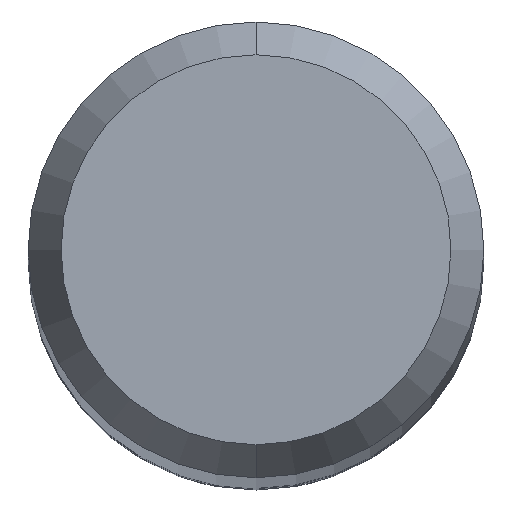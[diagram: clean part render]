
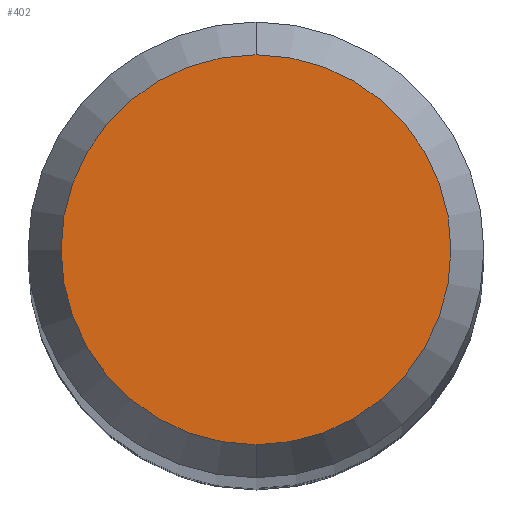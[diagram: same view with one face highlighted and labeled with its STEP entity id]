
A CAD part, top view. The second image highlights one B-rep face of the part: STEP entity #402.
In plain terms, the highlighted planar face has unit normal (0, 0, 1).
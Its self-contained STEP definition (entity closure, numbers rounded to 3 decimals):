
#252=VERTEX_POINT('',#545);
#288=VERTEX_POINT('',#585);
#306=EDGE_CURVE('',#252,#288,#605,.T.);
#380=EDGE_CURVE('',#288,#252,#685,.T.);
#402=ADVANCED_FACE('',(#708),#709,.T.);
#545=CARTESIAN_POINT('',(0.,-1.358,0.));
#585=CARTESIAN_POINT('',(0.0,1.358,0.));
#605=CIRCLE('',#1058,1.358);
#685=CIRCLE('',#1263,1.358);
#708=FACE_OUTER_BOUND('',#1294,.T.);
#709=PLANE('',#1295);
#1058=AXIS2_PLACEMENT_3D('',#1525,#1526,#1527);
#1263=AXIS2_PLACEMENT_3D('',#1605,#1606,#1607);
#1294=EDGE_LOOP('',(#1626,#1627));
#1295=AXIS2_PLACEMENT_3D('',#1628,#1629,#1630);
#1525=CARTESIAN_POINT('',(0.0,0.0,0.));
#1526=DIRECTION('',(0.0,0.0,-1.0));
#1527=DIRECTION('',(0.0,1.0,0.0));
#1605=CARTESIAN_POINT('',(0.0,0.0,0.));
#1606=DIRECTION('',(0.0,0.0,-1.0));
#1607=DIRECTION('',(0.0,1.0,0.0));
#1626=ORIENTED_EDGE('',*,*,#380,.F.);
#1627=ORIENTED_EDGE('',*,*,#306,.F.);
#1628=CARTESIAN_POINT('',(0.0,0.679,0.));
#1629=DIRECTION('',(-0.0,0.0,1.0));
#1630=DIRECTION('',(0.0,-1.0,0.0));
